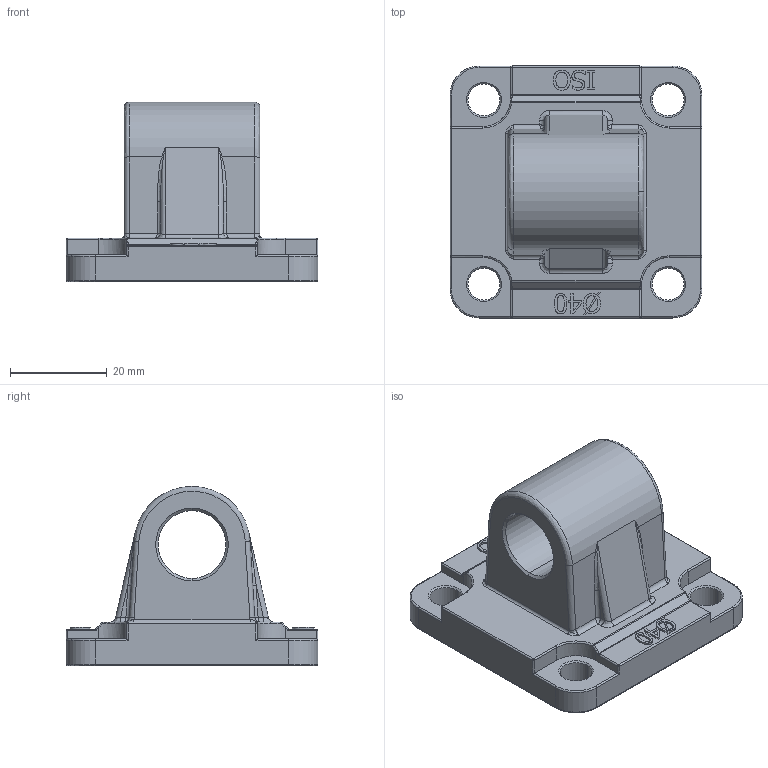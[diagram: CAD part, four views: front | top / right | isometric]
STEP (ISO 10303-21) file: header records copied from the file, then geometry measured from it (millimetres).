
FILE_DESCRIPTION (( 'STEP AP214' ), '1' );
FILE_NAME ('RD001521.STEP', '2020-04-28T13:25:45', ( '' ), ( '' ), 'SwSTEP 2.0', 'SolidWorks 2020', '' );
FILE_SCHEMA (( 'AUTOMOTIVE_DESIGN' ));
Length unit declared in the file: millimetre
Products named in the file (1): RD001521
Bounding box: 52 x 52 x 37 mm (x, y, z)
Volume: 29835.3 mm3; surface area: 10976.2 mm2
Topology: 1 solids, 1 shells, 312 faces, 765 edges, 450 vertices
Faces by surface type: bspline 121, cylinder 85, plane 84, cone 22
Entity records: 11359 total; most frequent: CARTESIAN_POINT 4880, ORIENTED_EDGE 1494, DIRECTION 1060, EDGE_CURVE 747, VERTEX_POINT 450, LINE 364, VECTOR 364, AXIS2_PLACEMENT_3D 348
